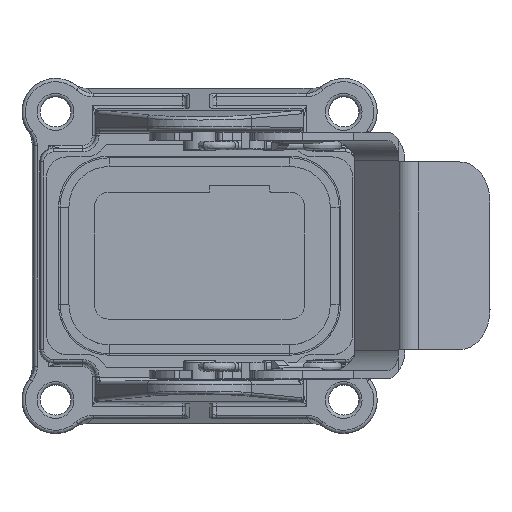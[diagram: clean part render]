
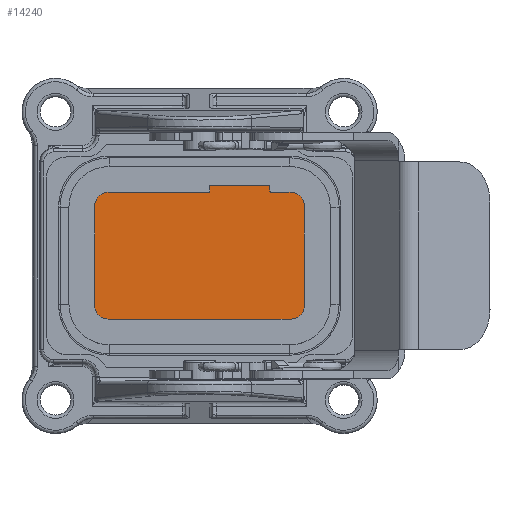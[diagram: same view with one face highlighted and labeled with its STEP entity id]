
A CAD part, top view. The second image highlights one B-rep face of the part: STEP entity #14240.
In plain terms, the highlighted planar face has unit normal (0, 0, 1).
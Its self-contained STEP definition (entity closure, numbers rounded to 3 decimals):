
#12326=PLANE('',#42533);
#14240=ADVANCED_FACE('',(#16660),#12326,.T.);
#16660=FACE_OUTER_BOUND('',#18403,.T.);
#18403=EDGE_LOOP('',(#23889,#23890,#23891,#23892,#23893,#23894,#23895,#23896,
#23897,#23898,#23899,#23900,#23901,#23902));
#20244=CIRCLE('',#42527,0.2);
#20245=CIRCLE('',#42528,2.);
#20246=CIRCLE('',#42529,2.);
#20247=CIRCLE('',#42530,2.);
#20248=CIRCLE('',#42531,2.);
#20249=CIRCLE('',#42532,0.2);
#23889=ORIENTED_EDGE('',*,*,#34321,.F.);
#23890=ORIENTED_EDGE('',*,*,#34322,.T.);
#23891=ORIENTED_EDGE('',*,*,#34323,.T.);
#23892=ORIENTED_EDGE('',*,*,#34324,.T.);
#23893=ORIENTED_EDGE('',*,*,#34325,.T.);
#23894=ORIENTED_EDGE('',*,*,#34326,.T.);
#23895=ORIENTED_EDGE('',*,*,#34327,.T.);
#23896=ORIENTED_EDGE('',*,*,#34328,.T.);
#23897=ORIENTED_EDGE('',*,*,#34329,.T.);
#23898=ORIENTED_EDGE('',*,*,#34330,.T.);
#23899=ORIENTED_EDGE('',*,*,#34331,.T.);
#23900=ORIENTED_EDGE('',*,*,#34332,.T.);
#23901=ORIENTED_EDGE('',*,*,#34333,.T.);
#23902=ORIENTED_EDGE('',*,*,#34334,.T.);
#31143=VERTEX_POINT('',#59622);
#31144=VERTEX_POINT('',#59623);
#31145=VERTEX_POINT('',#59625);
#31146=VERTEX_POINT('',#59627);
#31147=VERTEX_POINT('',#59629);
#31148=VERTEX_POINT('',#59631);
#31149=VERTEX_POINT('',#59633);
#31150=VERTEX_POINT('',#59635);
#31151=VERTEX_POINT('',#59637);
#31152=VERTEX_POINT('',#59639);
#31153=VERTEX_POINT('',#59641);
#31154=VERTEX_POINT('',#59643);
#31155=VERTEX_POINT('',#59645);
#31156=VERTEX_POINT('',#59647);
#34321=EDGE_CURVE('',#31143,#31144,#38068,.T.);
#34322=EDGE_CURVE('',#31143,#31145,#38069,.T.);
#34323=EDGE_CURVE('',#31145,#31146,#20244,.T.);
#34324=EDGE_CURVE('',#31146,#31147,#38070,.T.);
#34325=EDGE_CURVE('',#31147,#31148,#20245,.T.);
#34326=EDGE_CURVE('',#31148,#31149,#38071,.T.);
#34327=EDGE_CURVE('',#31149,#31150,#20246,.T.);
#34328=EDGE_CURVE('',#31150,#31151,#38072,.T.);
#34329=EDGE_CURVE('',#31151,#31152,#20247,.T.);
#34330=EDGE_CURVE('',#31152,#31153,#38073,.T.);
#34331=EDGE_CURVE('',#31153,#31154,#20248,.T.);
#34332=EDGE_CURVE('',#31154,#31155,#38074,.T.);
#34333=EDGE_CURVE('',#31155,#31156,#20249,.T.);
#34334=EDGE_CURVE('',#31156,#31144,#38075,.T.);
#38068=LINE('',#59621,#40170);
#38069=LINE('',#59624,#40171);
#38070=LINE('',#59628,#40172);
#38071=LINE('',#59632,#40173);
#38072=LINE('',#59636,#40174);
#38073=LINE('',#59640,#40175);
#38074=LINE('',#59644,#40176);
#38075=LINE('',#59648,#40177);
#40170=VECTOR('',#46905,1.);
#40171=VECTOR('',#46906,1.);
#40172=VECTOR('',#46909,1.);
#40173=VECTOR('',#46912,1.);
#40174=VECTOR('',#46915,1.);
#40175=VECTOR('',#46918,1.);
#40176=VECTOR('',#46921,1.);
#40177=VECTOR('',#46924,1.);
#42527=AXIS2_PLACEMENT_3D('',#59626,#46907,#46908);
#42528=AXIS2_PLACEMENT_3D('',#59630,#46910,#46911);
#42529=AXIS2_PLACEMENT_3D('',#59634,#46913,#46914);
#42530=AXIS2_PLACEMENT_3D('',#59638,#46916,#46917);
#42531=AXIS2_PLACEMENT_3D('',#59642,#46919,#46920);
#42532=AXIS2_PLACEMENT_3D('',#59646,#46922,#46923);
#42533=AXIS2_PLACEMENT_3D('',#59649,#46925,#46926);
#46905=DIRECTION('',(1.,0.,0.));
#46906=DIRECTION('',(0.,-1.,0.));
#46907=DIRECTION('',(0.,0.,-1.));
#46908=DIRECTION('',(0.,-1.,0.));
#46909=DIRECTION('',(-1.,0.,0.));
#46910=DIRECTION('',(0.,0.,1.));
#46911=DIRECTION('',(0.,-1.,0.));
#46912=DIRECTION('',(0.,-1.,0.));
#46913=DIRECTION('',(0.,0.,1.));
#46914=DIRECTION('',(0.,-1.,0.));
#46915=DIRECTION('',(1.,0.,0.));
#46916=DIRECTION('',(0.,0.,1.));
#46917=DIRECTION('',(0.,-1.,0.));
#46918=DIRECTION('',(0.,1.,0.));
#46919=DIRECTION('',(0.,0.,1.));
#46920=DIRECTION('',(0.,-1.,0.));
#46921=DIRECTION('',(-1.,0.,0.));
#46922=DIRECTION('',(0.,0.,-1.));
#46923=DIRECTION('',(0.,-1.,0.));
#46924=DIRECTION('',(0.,1.,0.));
#46925=DIRECTION('',(0.,0.,1.));
#46926=DIRECTION('',(1.,0.,0.));
#59621=CARTESIAN_POINT('',(1.5,10.431,13.364));
#59622=CARTESIAN_POINT('',(1.5,10.431,13.364));
#59623=CARTESIAN_POINT('',(10.5,10.431,13.364));
#59624=CARTESIAN_POINT('',(1.5,10.45,13.364));
#59625=CARTESIAN_POINT('',(1.5,9.65,13.364));
#59626=CARTESIAN_POINT('',(1.3,9.65,13.364));
#59627=CARTESIAN_POINT('',(1.3,9.45,13.364));
#59628=CARTESIAN_POINT('',(1.3,9.45,13.364));
#59629=CARTESIAN_POINT('',(-13.65,9.45,13.364));
#59630=CARTESIAN_POINT('',(-13.65,7.45,13.364));
#59631=CARTESIAN_POINT('',(-15.65,7.45,13.364));
#59632=CARTESIAN_POINT('',(-15.65,7.45,13.364));
#59633=CARTESIAN_POINT('',(-15.65,-7.45,13.364));
#59634=CARTESIAN_POINT('',(-13.65,-7.45,13.364));
#59635=CARTESIAN_POINT('',(-13.65,-9.45,13.364));
#59636=CARTESIAN_POINT('',(-13.65,-9.45,13.364));
#59637=CARTESIAN_POINT('',(13.65,-9.45,13.364));
#59638=CARTESIAN_POINT('',(13.65,-7.45,13.364));
#59639=CARTESIAN_POINT('',(15.65,-7.45,13.364));
#59640=CARTESIAN_POINT('',(15.65,-7.45,13.364));
#59641=CARTESIAN_POINT('',(15.65,7.45,13.364));
#59642=CARTESIAN_POINT('',(13.65,7.45,13.364));
#59643=CARTESIAN_POINT('',(13.65,9.45,13.364));
#59644=CARTESIAN_POINT('',(13.65,9.45,13.364));
#59645=CARTESIAN_POINT('',(10.7,9.45,13.364));
#59646=CARTESIAN_POINT('',(10.7,9.65,13.364));
#59647=CARTESIAN_POINT('',(10.5,9.65,13.364));
#59648=CARTESIAN_POINT('',(10.5,9.65,13.364));
#59649=CARTESIAN_POINT('',(-13.65,-7.45,13.364));
